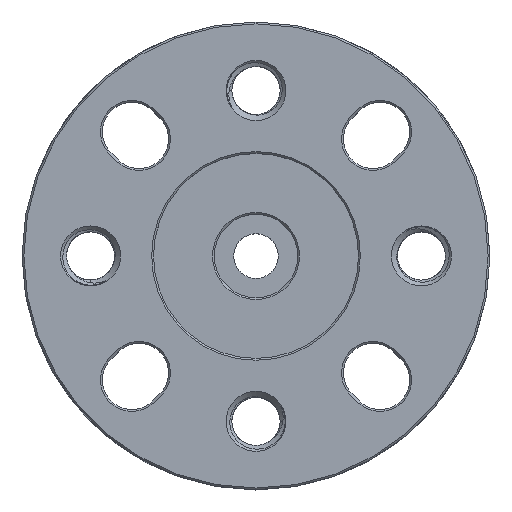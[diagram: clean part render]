
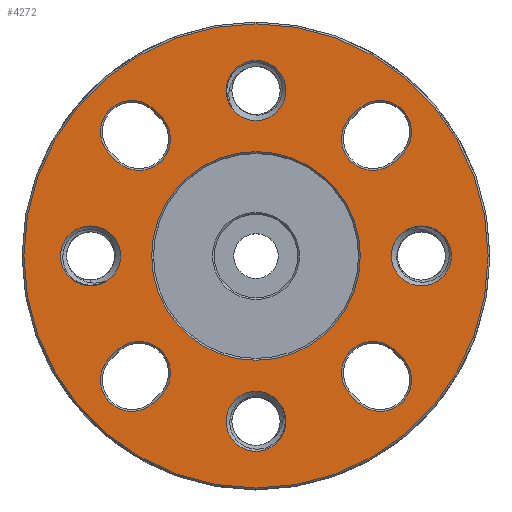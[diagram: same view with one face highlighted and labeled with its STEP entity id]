
A CAD part, top view. The second image highlights one B-rep face of the part: STEP entity #4272.
In plain terms, the highlighted planar face has unit normal (0, 0, 1).
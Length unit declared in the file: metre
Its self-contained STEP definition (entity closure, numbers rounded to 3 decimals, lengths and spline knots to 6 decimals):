
#424=LINE('',#7075,#776);
#428=LINE('',#7086,#780);
#442=LINE('',#7124,#794);
#446=LINE('',#7133,#798);
#462=LINE('',#7180,#814);
#466=LINE('',#7192,#818);
#492=LINE('',#7267,#844);
#495=LINE('',#7275,#847);
#776=VECTOR('',#5733,1.);
#780=VECTOR('',#5743,1.);
#794=VECTOR('',#5787,1.);
#798=VECTOR('',#5797,1.);
#814=VECTOR('',#5849,1.);
#818=VECTOR('',#5861,1.);
#844=VECTOR('',#5947,1.);
#847=VECTOR('',#5956,1.);
#2068=ORIENTED_EDGE('',*,*,#2745,.F.);
#2069=ORIENTED_EDGE('',*,*,#2740,.F.);
#2070=ORIENTED_EDGE('',*,*,#2728,.F.);
#2071=ORIENTED_EDGE('',*,*,#2722,.F.);
#2072=ORIENTED_EDGE('',*,*,#2705,.F.);
#2073=ORIENTED_EDGE('',*,*,#2704,.F.);
#2074=ORIENTED_EDGE('',*,*,#2701,.F.);
#2075=ORIENTED_EDGE('',*,*,#2699,.F.);
#2076=ORIENTED_EDGE('',*,*,#2637,.F.);
#2077=ORIENTED_EDGE('',*,*,#2635,.F.);
#2078=ORIENTED_EDGE('',*,*,#2634,.F.);
#2079=ORIENTED_EDGE('',*,*,#2630,.F.);
#2080=ORIENTED_EDGE('',*,*,#2614,.F.);
#2081=ORIENTED_EDGE('',*,*,#2606,.F.);
#2082=ORIENTED_EDGE('',*,*,#2609,.F.);
#2083=ORIENTED_EDGE('',*,*,#2611,.F.);
#2084=ORIENTED_EDGE('',*,*,#2666,.F.);
#2085=ORIENTED_EDGE('',*,*,#2658,.F.);
#2086=ORIENTED_EDGE('',*,*,#2661,.F.);
#2087=ORIENTED_EDGE('',*,*,#2664,.F.);
#2088=ORIENTED_EDGE('',*,*,#2734,.F.);
#2089=ORIENTED_EDGE('',*,*,#2577,.T.);
#2577=EDGE_CURVE('',#3042,#3042,#3315,.T.);
#2606=EDGE_CURVE('',#3069,#3070,#424,.T.);
#2609=EDGE_CURVE('',#3071,#3069,#3328,.T.);
#2611=EDGE_CURVE('',#3072,#3071,#428,.T.);
#2614=EDGE_CURVE('',#3070,#3072,#3330,.T.);
#2630=EDGE_CURVE('',#3081,#3083,#442,.T.);
#2634=EDGE_CURVE('',#3083,#3084,#3334,.T.);
#2635=EDGE_CURVE('',#3084,#3085,#446,.T.);
#2637=EDGE_CURVE('',#3085,#3081,#3335,.T.);
#2658=EDGE_CURVE('',#3097,#3098,#462,.T.);
#2661=EDGE_CURVE('',#3099,#3097,#3342,.T.);
#2664=EDGE_CURVE('',#3101,#3099,#466,.T.);
#2666=EDGE_CURVE('',#3098,#3101,#3344,.T.);
#2699=EDGE_CURVE('',#3119,#3120,#3354,.T.);
#2701=EDGE_CURVE('',#3120,#3121,#492,.T.);
#2704=EDGE_CURVE('',#3121,#3122,#3355,.T.);
#2705=EDGE_CURVE('',#3122,#3119,#495,.T.);
#2722=EDGE_CURVE('',#3134,#3134,#3357,.T.);
#2728=EDGE_CURVE('',#3137,#3137,#3360,.T.);
#2734=EDGE_CURVE('',#3140,#3140,#3363,.T.);
#2740=EDGE_CURVE('',#3143,#3143,#3366,.T.);
#2745=EDGE_CURVE('',#3146,#3146,#3371,.T.);
#3042=VERTEX_POINT('',#6948);
#3069=VERTEX_POINT('',#7074);
#3070=VERTEX_POINT('',#7076);
#3071=VERTEX_POINT('',#7080);
#3072=VERTEX_POINT('',#7084);
#3081=VERTEX_POINT('',#7122);
#3083=VERTEX_POINT('',#7125);
#3084=VERTEX_POINT('',#7130);
#3085=VERTEX_POINT('',#7134);
#3097=VERTEX_POINT('',#7179);
#3098=VERTEX_POINT('',#7181);
#3099=VERTEX_POINT('',#7185);
#3101=VERTEX_POINT('',#7191);
#3119=VERTEX_POINT('',#7262);
#3120=VERTEX_POINT('',#7264);
#3121=VERTEX_POINT('',#7268);
#3122=VERTEX_POINT('',#7272);
#3134=VERTEX_POINT('',#9246);
#3137=VERTEX_POINT('',#9569);
#3140=VERTEX_POINT('',#9892);
#3143=VERTEX_POINT('',#10215);
#3146=VERTEX_POINT('',#10225);
#3315=CIRCLE('',#4617,0.015875);
#3328=CIRCLE('',#4646,0.00215);
#3330=CIRCLE('',#4650,0.00215);
#3334=CIRCLE('',#4664,0.00215);
#3335=CIRCLE('',#4667,0.00215);
#3342=CIRCLE('',#4685,0.00215);
#3344=CIRCLE('',#4689,0.00215);
#3354=CIRCLE('',#4716,0.00215);
#3355=CIRCLE('',#4719,0.00215);
#3357=CIRCLE('',#4723,0.00205);
#3360=CIRCLE('',#4727,0.00205);
#3363=CIRCLE('',#4731,0.00205);
#3366=CIRCLE('',#4735,0.00205);
#3371=CIRCLE('',#4742,0.007135);
#3632=EDGE_LOOP('',(#2068));
#3633=EDGE_LOOP('',(#2069));
#3634=EDGE_LOOP('',(#2070));
#3635=EDGE_LOOP('',(#2071));
#3636=EDGE_LOOP('',(#2072,#2073,#2074,#2075));
#3637=EDGE_LOOP('',(#2076,#2077,#2078,#2079));
#3638=EDGE_LOOP('',(#2080,#2081,#2082,#2083));
#3639=EDGE_LOOP('',(#2084,#2085,#2086,#2087));
#3640=EDGE_LOOP('',(#2088));
#3641=EDGE_LOOP('',(#2089));
#3916=FACE_BOUND('',#3632,.T.);
#3917=FACE_BOUND('',#3633,.T.);
#3918=FACE_BOUND('',#3634,.T.);
#3919=FACE_BOUND('',#3635,.T.);
#3920=FACE_BOUND('',#3636,.T.);
#3921=FACE_BOUND('',#3637,.T.);
#3922=FACE_BOUND('',#3638,.T.);
#3923=FACE_BOUND('',#3639,.T.);
#3924=FACE_BOUND('',#3640,.T.);
#3925=FACE_BOUND('',#3641,.T.);
#4041=PLANE('',#4741);
#4272=ADVANCED_FACE('',(#3916,#3917,#3918,#3919,#3920,#3921,#3922,#3923,
#3924,#3925),#4041,.F.);
#4617=AXIS2_PLACEMENT_3D('',#6947,#5669,#5670);
#4646=AXIS2_PLACEMENT_3D('',#7081,#5738,#5739);
#4650=AXIS2_PLACEMENT_3D('',#7090,#5749,#5750);
#4664=AXIS2_PLACEMENT_3D('',#7131,#5793,#5794);
#4667=AXIS2_PLACEMENT_3D('',#7137,#5801,#5802);
#4685=AXIS2_PLACEMENT_3D('',#7187,#5854,#5855);
#4689=AXIS2_PLACEMENT_3D('',#7195,#5865,#5866);
#4716=AXIS2_PLACEMENT_3D('',#7263,#5942,#5943);
#4719=AXIS2_PLACEMENT_3D('',#7273,#5952,#5953);
#4723=AXIS2_PLACEMENT_3D('',#9245,#5961,#5962);
#4727=AXIS2_PLACEMENT_3D('',#9568,#5969,#5970);
#4731=AXIS2_PLACEMENT_3D('',#9891,#5977,#5978);
#4735=AXIS2_PLACEMENT_3D('',#10214,#5985,#5986);
#4741=AXIS2_PLACEMENT_3D('',#10223,#5997,#5998);
#4742=AXIS2_PLACEMENT_3D('',#10224,#5999,#6000);
#5669=DIRECTION('',(0.,0.,1.));
#5670=DIRECTION('',(0.,1.,0.));
#5733=DIRECTION('',(0.707,-0.707,0.));
#5738=DIRECTION('',(0.,0.,1.));
#5739=DIRECTION('',(0.,1.,0.));
#5743=DIRECTION('',(-0.707,0.707,0.));
#5749=DIRECTION('',(0.,0.,1.));
#5750=DIRECTION('',(0.,-1.,0.));
#5787=DIRECTION('',(-0.707,-0.707,0.));
#5793=DIRECTION('',(0.,0.,1.));
#5794=DIRECTION('',(0.,-1.,0.));
#5797=DIRECTION('',(0.707,0.707,0.));
#5801=DIRECTION('',(0.,0.,1.));
#5802=DIRECTION('',(0.,1.,0.));
#5849=DIRECTION('',(0.707,-0.707,0.));
#5854=DIRECTION('',(0.,0.,1.));
#5855=DIRECTION('',(0.,1.,0.));
#5861=DIRECTION('',(-0.707,0.707,0.));
#5865=DIRECTION('',(0.,0.,1.));
#5866=DIRECTION('',(0.,-1.,0.));
#5942=DIRECTION('',(0.,0.,1.));
#5943=DIRECTION('',(0.,1.,0.));
#5947=DIRECTION('',(-0.707,-0.707,0.));
#5952=DIRECTION('',(0.,0.,1.));
#5953=DIRECTION('',(0.,-1.,0.));
#5956=DIRECTION('',(0.707,0.707,0.));
#5961=DIRECTION('',(0.,0.,1.));
#5962=DIRECTION('',(0.,-1.,0.));
#5969=DIRECTION('',(0.,0.,1.));
#5970=DIRECTION('',(1.,0.,0.));
#5977=DIRECTION('',(0.,0.,1.));
#5978=DIRECTION('',(0.,1.,0.));
#5985=DIRECTION('',(0.,0.,1.));
#5986=DIRECTION('',(-1.,0.,0.));
#5997=DIRECTION('',(0.,0.,-1.));
#5998=DIRECTION('',(0.,1.,0.));
#5999=DIRECTION('',(0.,0.,1.));
#6000=DIRECTION('',(0.,-1.,0.));
#6947=CARTESIAN_POINT('',(0.,0.,0.0105));
#6948=CARTESIAN_POINT('',(0.,0.015875,0.0105));
#7074=CARTESIAN_POINT('',(-0.010006,0.006965,0.0105));
#7075=CARTESIAN_POINT('',(0.002722,-0.005763,0.0105));
#7076=CARTESIAN_POINT('',(-0.00952,0.00648,0.0105));
#7080=CARTESIAN_POINT('',(-0.006965,0.010006,0.0105));
#7081=CARTESIAN_POINT('',(-0.008485,0.008485,0.0105));
#7084=CARTESIAN_POINT('',(-0.00648,0.00952,0.0105));
#7086=CARTESIAN_POINT('',(0.005763,-0.002722,0.0105));
#7090=CARTESIAN_POINT('',(-0.008,0.008,0.0105));
#7122=CARTESIAN_POINT('',(0.006965,0.010006,0.0105));
#7124=CARTESIAN_POINT('',(-0.005763,-0.002722,0.0105));
#7125=CARTESIAN_POINT('',(0.00648,0.00952,0.0105));
#7130=CARTESIAN_POINT('',(0.00952,0.00648,0.0105));
#7131=CARTESIAN_POINT('',(0.008,0.008,0.0105));
#7133=CARTESIAN_POINT('',(-0.002722,-0.005763,0.0105));
#7134=CARTESIAN_POINT('',(0.010006,0.006965,0.0105));
#7137=CARTESIAN_POINT('',(0.008485,0.008485,0.0105));
#7179=CARTESIAN_POINT('',(0.00648,-0.00952,0.0105));
#7180=CARTESIAN_POINT('',(0.002722,-0.005763,0.0105));
#7181=CARTESIAN_POINT('',(0.006965,-0.010006,0.0105));
#7185=CARTESIAN_POINT('',(0.00952,-0.00648,0.0105));
#7187=CARTESIAN_POINT('',(0.008,-0.008,0.0105));
#7191=CARTESIAN_POINT('',(0.010006,-0.006965,0.0105));
#7192=CARTESIAN_POINT('',(0.005763,-0.002722,0.0105));
#7195=CARTESIAN_POINT('',(0.008485,-0.008485,0.0105));
#7262=CARTESIAN_POINT('',(-0.00648,-0.00952,0.0105));
#7263=CARTESIAN_POINT('',(-0.008,-0.008,0.0105));
#7264=CARTESIAN_POINT('',(-0.00952,-0.00648,0.0105));
#7267=CARTESIAN_POINT('',(-0.005763,-0.002722,0.0105));
#7268=CARTESIAN_POINT('',(-0.010006,-0.006965,0.0105));
#7272=CARTESIAN_POINT('',(-0.006965,-0.010006,0.0105));
#7273=CARTESIAN_POINT('',(-0.008485,-0.008485,0.0105));
#7275=CARTESIAN_POINT('',(-0.002722,-0.005763,0.0105));
#9245=CARTESIAN_POINT('',(-0.011314,0.,0.0105));
#9246=CARTESIAN_POINT('',(-0.011314,-0.00205,0.0105));
#9568=CARTESIAN_POINT('',(0.,-0.011314,0.0105));
#9569=CARTESIAN_POINT('',(0.00205,-0.011314,0.0105));
#9891=CARTESIAN_POINT('',(0.011314,0.,0.0105));
#9892=CARTESIAN_POINT('',(0.011314,0.00205,0.0105));
#10214=CARTESIAN_POINT('',(0.,0.011314,0.0105));
#10215=CARTESIAN_POINT('',(-0.00205,0.011314,0.0105));
#10223=CARTESIAN_POINT('',(0.,0.,0.0105));
#10224=CARTESIAN_POINT('',(0.,0.,0.0105));
#10225=CARTESIAN_POINT('',(0.,-0.007135,0.0105));
